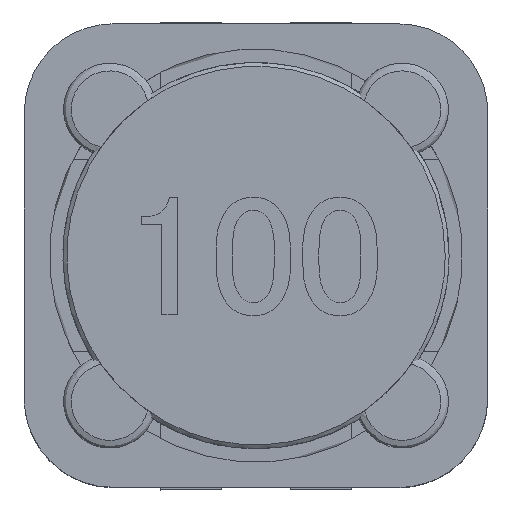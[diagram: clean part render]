
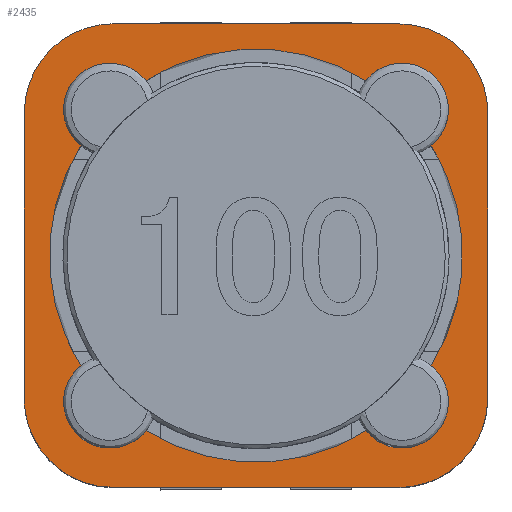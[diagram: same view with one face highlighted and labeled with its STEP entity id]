
A CAD part, top view. The second image highlights one B-rep face of the part: STEP entity #2435.
In plain terms, the highlighted free-form (B-spline) face has degree [1, 1] with [2, 2] control points.
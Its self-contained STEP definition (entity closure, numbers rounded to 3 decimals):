
#154=CARTESIAN_POINT('',(-3.7,6.,6.));
#155=VERTEX_POINT('',#154);
#161=CARTESIAN_POINT('',(3.7,6.,6.));
#162=VERTEX_POINT('',#161);
#163=CARTESIAN_POINT('',(-3.7,6.,6.));
#164=CARTESIAN_POINT('',(3.7,6.,6.));
#165=B_SPLINE_CURVE_WITH_KNOTS('',1,(#163,#164),.UNSPECIFIED.,.F.,.U.,(2,2),(0.,0.718),.UNSPECIFIED.);
#166=EDGE_CURVE('',#155,#162,#165,.T.);
#263=CARTESIAN_POINT('',(-4.531,2.845,6.));
#264=VERTEX_POINT('',#263);
#270=CARTESIAN_POINT('',(-2.845,4.531,6.));
#271=VERTEX_POINT('',#270);
#272=CARTESIAN_POINT('',(-2.845,4.531,6.));
#273=CARTESIAN_POINT('',(-3.682,5.581,6.));
#274=CARTESIAN_POINT('',(-4.632,4.632,6.));
#275=CARTESIAN_POINT('',(-5.581,3.682,6.));
#276=CARTESIAN_POINT('',(-4.531,2.845,6.));
#277=(BOUNDED_CURVE()B_SPLINE_CURVE(2,(#272,#273,#274,#275,#276),.UNSPECIFIED.,.F.,.U.)B_SPLINE_CURVE_WITH_KNOTS((3,2,3),(0.,0.5,1.),.UNSPECIFIED.)CURVE()GEOMETRIC_REPRESENTATION_ITEM()RATIONAL_B_SPLINE_CURVE((1.,0.666,1.,0.666,1.))REPRESENTATION_ITEM(''));
#278=EDGE_CURVE('',#271,#264,#277,.T.);
#453=CARTESIAN_POINT('',(-6.,-3.7,6.));
#454=VERTEX_POINT('',#453);
#460=CARTESIAN_POINT('',(-6.,3.7,6.));
#461=VERTEX_POINT('',#460);
#462=CARTESIAN_POINT('',(-6.,-3.7,6.));
#463=CARTESIAN_POINT('',(-6.,3.7,6.));
#464=B_SPLINE_CURVE_WITH_KNOTS('',1,(#462,#463),.UNSPECIFIED.,.F.,.U.,(2,2),(0.,1.),.UNSPECIFIED.);
#465=EDGE_CURVE('',#454,#461,#464,.T.);
#828=CARTESIAN_POINT('',(2.845,4.531,6.));
#829=VERTEX_POINT('',#828);
#830=CARTESIAN_POINT('',(2.845,4.531,6.));
#831=CARTESIAN_POINT('',(0.,6.317,6.));
#832=CARTESIAN_POINT('',(-2.845,4.531,6.));
#833=(BOUNDED_CURVE()B_SPLINE_CURVE(2,(#830,#831,#832),.UNSPECIFIED.,.F.,.U.)B_SPLINE_CURVE_WITH_KNOTS((3,3),(0.,1.),.UNSPECIFIED.)CURVE()GEOMETRIC_REPRESENTATION_ITEM()RATIONAL_B_SPLINE_CURVE((1.,0.847,1.))REPRESENTATION_ITEM(''));
#834=EDGE_CURVE('',#829,#271,#833,.T.);
#872=CARTESIAN_POINT('',(-4.531,-2.845,6.));
#873=VERTEX_POINT('',#872);
#879=CARTESIAN_POINT('',(-4.531,2.845,6.));
#880=CARTESIAN_POINT('',(-6.317,0.,6.));
#881=CARTESIAN_POINT('',(-4.531,-2.845,6.));
#882=(BOUNDED_CURVE()B_SPLINE_CURVE(2,(#879,#880,#881),.UNSPECIFIED.,.F.,.U.)B_SPLINE_CURVE_WITH_KNOTS((3,3),(0.,1.),.UNSPECIFIED.)CURVE()GEOMETRIC_REPRESENTATION_ITEM()RATIONAL_B_SPLINE_CURVE((1.,0.847,1.))REPRESENTATION_ITEM(''));
#883=EDGE_CURVE('',#264,#873,#882,.T.);
#1177=CARTESIAN_POINT('',(6.,3.7,6.));
#1178=VERTEX_POINT('',#1177);
#1184=CARTESIAN_POINT('',(6.,-3.7,6.));
#1185=VERTEX_POINT('',#1184);
#1186=CARTESIAN_POINT('',(6.,3.7,6.));
#1187=CARTESIAN_POINT('',(6.,-3.7,6.));
#1188=B_SPLINE_CURVE_WITH_KNOTS('',1,(#1186,#1187),.UNSPECIFIED.,.F.,.U.,(2,2),(0.,0.718),.UNSPECIFIED.);
#1189=EDGE_CURVE('',#1178,#1185,#1188,.T.);
#1283=CARTESIAN_POINT('',(4.531,2.845,6.));
#1284=VERTEX_POINT('',#1283);
#1285=CARTESIAN_POINT('',(4.531,2.845,6.));
#1286=CARTESIAN_POINT('',(5.581,3.682,6.));
#1287=CARTESIAN_POINT('',(4.632,4.632,6.));
#1288=CARTESIAN_POINT('',(3.682,5.581,6.));
#1289=CARTESIAN_POINT('',(2.845,4.531,6.));
#1290=(BOUNDED_CURVE()B_SPLINE_CURVE(2,(#1285,#1286,#1287,#1288,#1289),.UNSPECIFIED.,.F.,.U.)B_SPLINE_CURVE_WITH_KNOTS((3,2,3),(0.,0.5,1.),.UNSPECIFIED.)CURVE()GEOMETRIC_REPRESENTATION_ITEM()RATIONAL_B_SPLINE_CURVE((1.,0.666,1.,0.666,1.))REPRESENTATION_ITEM(''));
#1291=EDGE_CURVE('',#1284,#829,#1290,.T.);
#1447=CARTESIAN_POINT('',(3.7,-6.,6.));
#1448=VERTEX_POINT('',#1447);
#1454=CARTESIAN_POINT('',(-3.7,-6.,6.));
#1455=VERTEX_POINT('',#1454);
#1456=CARTESIAN_POINT('',(3.7,-6.,6.));
#1457=CARTESIAN_POINT('',(-3.7,-6.,6.));
#1458=B_SPLINE_CURVE_WITH_KNOTS('',1,(#1456,#1457),.UNSPECIFIED.,.F.,.U.,(2,2),(0.,0.718),.UNSPECIFIED.);
#1459=EDGE_CURVE('',#1448,#1455,#1458,.T.);
#1485=CARTESIAN_POINT('',(4.531,-2.845,6.));
#1486=VERTEX_POINT('',#1485);
#1487=CARTESIAN_POINT('',(4.531,-2.845,6.));
#1488=CARTESIAN_POINT('',(6.317,0.,6.));
#1489=CARTESIAN_POINT('',(4.531,2.845,6.));
#1490=(BOUNDED_CURVE()B_SPLINE_CURVE(2,(#1487,#1488,#1489),.UNSPECIFIED.,.F.,.U.)B_SPLINE_CURVE_WITH_KNOTS((3,3),(0.,1.),.UNSPECIFIED.)CURVE()GEOMETRIC_REPRESENTATION_ITEM()RATIONAL_B_SPLINE_CURVE((1.,0.847,1.))REPRESENTATION_ITEM(''));
#1491=EDGE_CURVE('',#1486,#1284,#1490,.T.);
#1555=CARTESIAN_POINT('',(2.845,-4.531,6.));
#1556=VERTEX_POINT('',#1555);
#1557=CARTESIAN_POINT('',(2.845,-4.531,6.));
#1558=CARTESIAN_POINT('',(3.682,-5.581,6.));
#1559=CARTESIAN_POINT('',(4.632,-4.632,6.));
#1560=CARTESIAN_POINT('',(5.581,-3.682,6.));
#1561=CARTESIAN_POINT('',(4.531,-2.845,6.));
#1562=(BOUNDED_CURVE()B_SPLINE_CURVE(2,(#1557,#1558,#1559,#1560,#1561),.UNSPECIFIED.,.F.,.U.)B_SPLINE_CURVE_WITH_KNOTS((3,2,3),(0.,0.5,1.),.UNSPECIFIED.)CURVE()GEOMETRIC_REPRESENTATION_ITEM()RATIONAL_B_SPLINE_CURVE((1.,0.666,1.,0.666,1.))REPRESENTATION_ITEM(''));
#1563=EDGE_CURVE('',#1556,#1486,#1562,.T.);
#1651=CARTESIAN_POINT('',(-2.845,-4.531,6.));
#1652=VERTEX_POINT('',#1651);
#1653=CARTESIAN_POINT('',(-2.845,-4.531,6.));
#1654=CARTESIAN_POINT('',(0.,-6.317,6.));
#1655=CARTESIAN_POINT('',(2.845,-4.531,6.));
#1656=(BOUNDED_CURVE()B_SPLINE_CURVE(2,(#1653,#1654,#1655),.UNSPECIFIED.,.F.,.U.)B_SPLINE_CURVE_WITH_KNOTS((3,3),(0.,1.),.UNSPECIFIED.)CURVE()GEOMETRIC_REPRESENTATION_ITEM()RATIONAL_B_SPLINE_CURVE((1.,0.847,1.))REPRESENTATION_ITEM(''));
#1657=EDGE_CURVE('',#1652,#1556,#1656,.T.);
#1721=CARTESIAN_POINT('',(-4.531,-2.845,6.));
#1722=CARTESIAN_POINT('',(-5.581,-3.682,6.));
#1723=CARTESIAN_POINT('',(-4.632,-4.632,6.));
#1724=CARTESIAN_POINT('',(-3.682,-5.581,6.));
#1725=CARTESIAN_POINT('',(-2.845,-4.531,6.));
#1726=(BOUNDED_CURVE()B_SPLINE_CURVE(2,(#1721,#1722,#1723,#1724,#1725),.UNSPECIFIED.,.F.,.U.)B_SPLINE_CURVE_WITH_KNOTS((3,2,3),(0.,0.5,1.),.UNSPECIFIED.)CURVE()GEOMETRIC_REPRESENTATION_ITEM()RATIONAL_B_SPLINE_CURVE((1.,0.666,1.,0.666,1.))REPRESENTATION_ITEM(''));
#1727=EDGE_CURVE('',#873,#1652,#1726,.T.);
#2383=CARTESIAN_POINT('',(-6.,3.7,6.));
#2384=CARTESIAN_POINT('',(-6.,6.,6.));
#2385=CARTESIAN_POINT('',(-3.7,6.,6.));
#2386=(BOUNDED_CURVE()B_SPLINE_CURVE(2,(#2383,#2384,#2385),.UNSPECIFIED.,.F.,.U.)B_SPLINE_CURVE_WITH_KNOTS((3,3),(0.,1.),.UNSPECIFIED.)CURVE()GEOMETRIC_REPRESENTATION_ITEM()RATIONAL_B_SPLINE_CURVE((1.,0.707,1.))REPRESENTATION_ITEM(''));
#2387=EDGE_CURVE('',#461,#155,#2386,.T.);
#2395=CARTESIAN_POINT('',(-6.6,6.6,6.));
#2396=CARTESIAN_POINT('',(-6.6,-6.6,6.));
#2397=CARTESIAN_POINT('',(6.6,6.6,6.));
#2398=CARTESIAN_POINT('',(6.6,-6.6,6.));
#2399=B_SPLINE_SURFACE_WITH_KNOTS('',1,1,((#2395,#2396),(#2397,#2398)),.PLANE_SURF.,.F.,.F.,.U.,(2,2),(2,2),(0.,1.),(0.,1.),.UNSPECIFIED.);
#2400=ORIENTED_EDGE('',*,*,#166,.T.);
#2401=CARTESIAN_POINT('',(3.7,6.,6.));
#2402=CARTESIAN_POINT('',(6.,6.,6.));
#2403=CARTESIAN_POINT('',(6.,3.7,6.));
#2404=(BOUNDED_CURVE()B_SPLINE_CURVE(2,(#2401,#2402,#2403),.UNSPECIFIED.,.F.,.U.)B_SPLINE_CURVE_WITH_KNOTS((3,3),(0.,1.),.UNSPECIFIED.)CURVE()GEOMETRIC_REPRESENTATION_ITEM()RATIONAL_B_SPLINE_CURVE((1.,0.707,1.))REPRESENTATION_ITEM(''));
#2405=EDGE_CURVE('',#162,#1178,#2404,.T.);
#2406=ORIENTED_EDGE('',*,*,#2405,.T.);
#2407=ORIENTED_EDGE('',*,*,#1189,.T.);
#2408=CARTESIAN_POINT('',(6.,-3.7,6.));
#2409=CARTESIAN_POINT('',(6.,-6.,6.));
#2410=CARTESIAN_POINT('',(3.7,-6.,6.));
#2411=(BOUNDED_CURVE()B_SPLINE_CURVE(2,(#2408,#2409,#2410),.UNSPECIFIED.,.F.,.U.)B_SPLINE_CURVE_WITH_KNOTS((3,3),(0.,1.),.UNSPECIFIED.)CURVE()GEOMETRIC_REPRESENTATION_ITEM()RATIONAL_B_SPLINE_CURVE((1.,0.707,1.))REPRESENTATION_ITEM(''));
#2412=EDGE_CURVE('',#1185,#1448,#2411,.T.);
#2413=ORIENTED_EDGE('',*,*,#2412,.T.);
#2414=ORIENTED_EDGE('',*,*,#1459,.T.);
#2415=CARTESIAN_POINT('',(-3.7,-6.,6.));
#2416=CARTESIAN_POINT('',(-6.,-6.,6.));
#2417=CARTESIAN_POINT('',(-6.,-3.7,6.));
#2418=(BOUNDED_CURVE()B_SPLINE_CURVE(2,(#2415,#2416,#2417),.UNSPECIFIED.,.F.,.U.)B_SPLINE_CURVE_WITH_KNOTS((3,3),(0.,1.),.UNSPECIFIED.)CURVE()GEOMETRIC_REPRESENTATION_ITEM()RATIONAL_B_SPLINE_CURVE((1.,0.707,1.))REPRESENTATION_ITEM(''));
#2419=EDGE_CURVE('',#1455,#454,#2418,.T.);
#2420=ORIENTED_EDGE('',*,*,#2419,.T.);
#2421=ORIENTED_EDGE('',*,*,#465,.T.);
#2422=ORIENTED_EDGE('',*,*,#2387,.T.);
#2423=EDGE_LOOP('',(#2400,#2406,#2407,#2413,#2414,#2420,#2421,#2422));
#2424=FACE_OUTER_BOUND('',#2423,.F.);
#2425=ORIENTED_EDGE('',*,*,#1727,.T.);
#2426=ORIENTED_EDGE('',*,*,#1657,.T.);
#2427=ORIENTED_EDGE('',*,*,#1563,.T.);
#2428=ORIENTED_EDGE('',*,*,#1491,.T.);
#2429=ORIENTED_EDGE('',*,*,#1291,.T.);
#2430=ORIENTED_EDGE('',*,*,#834,.T.);
#2431=ORIENTED_EDGE('',*,*,#278,.T.);
#2432=ORIENTED_EDGE('',*,*,#883,.T.);
#2433=EDGE_LOOP('',(#2425,#2426,#2427,#2428,#2429,#2430,#2431,#2432));
#2434=FACE_BOUND('',#2433,.F.);
#2435=ADVANCED_FACE('',(#2424,#2434),#2399,.F.);
